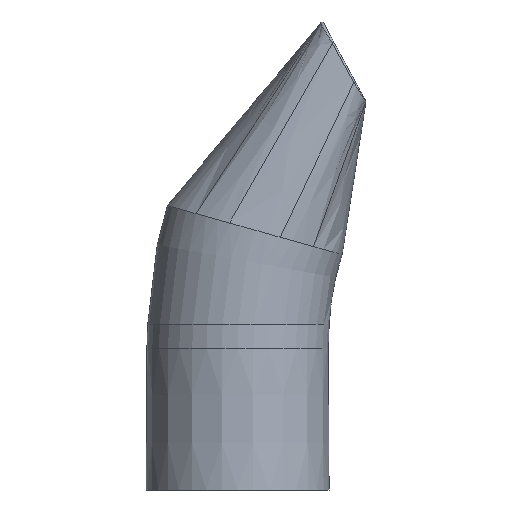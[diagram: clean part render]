
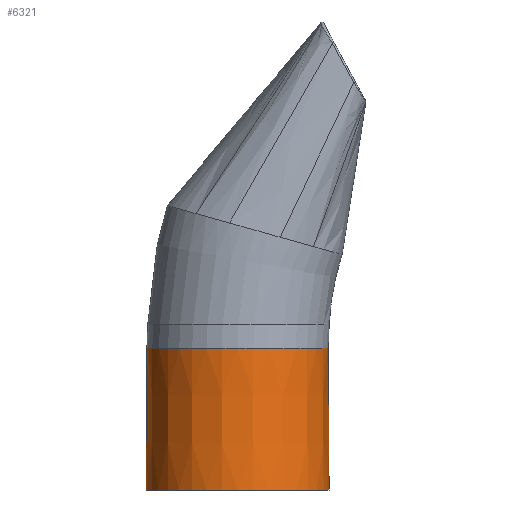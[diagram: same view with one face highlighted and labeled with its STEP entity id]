
A CAD part, front view. The second image highlights one B-rep face of the part: STEP entity #6321.
In plain terms, the highlighted conical face has half-angle 0.3 degrees and reference radius 19.2 mm.
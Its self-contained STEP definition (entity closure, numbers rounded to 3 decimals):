
#587 = SURFACE_OF_LINEAR_EXTRUSION('',#588,#593);
#588 = CIRCLE('',#589,19.2);
#589 = AXIS2_PLACEMENT_3D('',#590,#591,#592);
#590 = CARTESIAN_POINT('',(0.,0.,0.));
#591 = DIRECTION('',(0.,0.,1.));
#592 = DIRECTION('',(1.,0.,0.));
#593 = VECTOR('',#594,1.);
#594 = DIRECTION('',(0.035,0.,
    0.999));
#3151 = VERTEX_POINT('',#3152);
#3152 = CARTESIAN_POINT('',(19.2,0.,0.
    ));
#3175 = EDGE_CURVE('',#3151,#3151,#3176,.T.);
#3176 = SURFACE_CURVE('',#3177,(#3182,#3189),.PCURVE_S1.);
#3177 = CIRCLE('',#3178,19.2);
#3178 = AXIS2_PLACEMENT_3D('',#3179,#3180,#3181);
#3179 = CARTESIAN_POINT('',(0.,0.,0.));
#3180 = DIRECTION('',(0.,0.,1.));
#3181 = DIRECTION('',(1.,0.,0.));
#3182 = PCURVE('',#587,#3183);
#3183 = DEFINITIONAL_REPRESENTATION('',(#3184),#3188);
#3184 = LINE('',#3185,#3186);
#3185 = CARTESIAN_POINT('',(0.,0.));
#3186 = VECTOR('',#3187,1.);
#3187 = DIRECTION('',(1.,0.));
#3188 = ( GEOMETRIC_REPRESENTATION_CONTEXT(2) 
PARAMETRIC_REPRESENTATION_CONTEXT() REPRESENTATION_CONTEXT('2D SPACE',''
  ) );
#3189 = PCURVE('',#3190,#3195);
#3190 = CONICAL_SURFACE('',#3191,19.2,0.005);
#3191 = AXIS2_PLACEMENT_3D('',#3192,#3193,#3194);
#3192 = CARTESIAN_POINT('',(0.,0.,0.));
#3193 = DIRECTION('',(-0.,-0.,-1.));
#3194 = DIRECTION('',(1.,0.,0.));
#3195 = DEFINITIONAL_REPRESENTATION('',(#3196),#3200);
#3196 = LINE('',#3197,#3198);
#3197 = CARTESIAN_POINT('',(-0.,0.));
#3198 = VECTOR('',#3199,1.);
#3199 = DIRECTION('',(-1.,0.));
#3200 = ( GEOMETRIC_REPRESENTATION_CONTEXT(2) 
PARAMETRIC_REPRESENTATION_CONTEXT() REPRESENTATION_CONTEXT('2D SPACE',''
  ) );
#6321 = ADVANCED_FACE('',(#6322),#3190,.T.);
#6322 = FACE_BOUND('',#6323,.F.);
#6323 = EDGE_LOOP('',(#6324,#6325,#6345,#6372));
#6324 = ORIENTED_EDGE('',*,*,#3175,.T.);
#6325 = ORIENTED_EDGE('',*,*,#6326,.T.);
#6326 = EDGE_CURVE('',#3151,#6327,#6329,.T.);
#6327 = VERTEX_POINT('',#6328);
#6328 = CARTESIAN_POINT('',(19.357,0.,-30.));
#6329 = SEAM_CURVE('',#6330,(#6333,#6339),.PCURVE_S1.);
#6330 = B_SPLINE_CURVE_WITH_KNOTS('',1,(#6331,#6332),.UNSPECIFIED.,.F.,
  .F.,(2,2),(0.,1.),.PIECEWISE_BEZIER_KNOTS.);
#6331 = CARTESIAN_POINT('',(19.2,0.,0.));
#6332 = CARTESIAN_POINT('',(19.357,0.,-30.));
#6333 = PCURVE('',#3190,#6334);
#6334 = DEFINITIONAL_REPRESENTATION('',(#6335),#6338);
#6335 = B_SPLINE_CURVE_WITH_KNOTS('',1,(#6336,#6337),.UNSPECIFIED.,.F.,
  .F.,(2,2),(0.,1.),.PIECEWISE_BEZIER_KNOTS.);
#6336 = CARTESIAN_POINT('',(-6.283,0.));
#6337 = CARTESIAN_POINT('',(-6.283,30.));
#6338 = ( GEOMETRIC_REPRESENTATION_CONTEXT(2) 
PARAMETRIC_REPRESENTATION_CONTEXT() REPRESENTATION_CONTEXT('2D SPACE',''
  ) );
#6339 = PCURVE('',#3190,#6340);
#6340 = DEFINITIONAL_REPRESENTATION('',(#6341),#6344);
#6341 = B_SPLINE_CURVE_WITH_KNOTS('',1,(#6342,#6343),.UNSPECIFIED.,.F.,
  .F.,(2,2),(0.,1.),.PIECEWISE_BEZIER_KNOTS.);
#6342 = CARTESIAN_POINT('',(0.,0.));
#6343 = CARTESIAN_POINT('',(0.,30.));
#6344 = ( GEOMETRIC_REPRESENTATION_CONTEXT(2) 
PARAMETRIC_REPRESENTATION_CONTEXT() REPRESENTATION_CONTEXT('2D SPACE',''
  ) );
#6345 = ORIENTED_EDGE('',*,*,#6346,.F.);
#6346 = EDGE_CURVE('',#6327,#6327,#6347,.T.);
#6347 = SURFACE_CURVE('',#6348,(#6353,#6360),.PCURVE_S1.);
#6348 = CIRCLE('',#6349,19.357);
#6349 = AXIS2_PLACEMENT_3D('',#6350,#6351,#6352);
#6350 = CARTESIAN_POINT('',(0.,0.,-30.));
#6351 = DIRECTION('',(0.,0.,1.));
#6352 = DIRECTION('',(1.,0.,0.));
#6353 = PCURVE('',#3190,#6354);
#6354 = DEFINITIONAL_REPRESENTATION('',(#6355),#6359);
#6355 = LINE('',#6356,#6357);
#6356 = CARTESIAN_POINT('',(-0.,30.));
#6357 = VECTOR('',#6358,1.);
#6358 = DIRECTION('',(-1.,0.));
#6359 = ( GEOMETRIC_REPRESENTATION_CONTEXT(2) 
PARAMETRIC_REPRESENTATION_CONTEXT() REPRESENTATION_CONTEXT('2D SPACE',''
  ) );
#6360 = PCURVE('',#6361,#6366);
#6361 = PLANE('',#6362);
#6362 = AXIS2_PLACEMENT_3D('',#6363,#6364,#6365);
#6363 = CARTESIAN_POINT('',(0.,0.,-30.));
#6364 = DIRECTION('',(0.,0.,1.));
#6365 = DIRECTION('',(1.,0.,0.));
#6366 = DEFINITIONAL_REPRESENTATION('',(#6367),#6371);
#6367 = CIRCLE('',#6368,19.357);
#6368 = AXIS2_PLACEMENT_2D('',#6369,#6370);
#6369 = CARTESIAN_POINT('',(0.,0.));
#6370 = DIRECTION('',(1.,0.));
#6371 = ( GEOMETRIC_REPRESENTATION_CONTEXT(2) 
PARAMETRIC_REPRESENTATION_CONTEXT() REPRESENTATION_CONTEXT('2D SPACE',''
  ) );
#6372 = ORIENTED_EDGE('',*,*,#6326,.F.);
